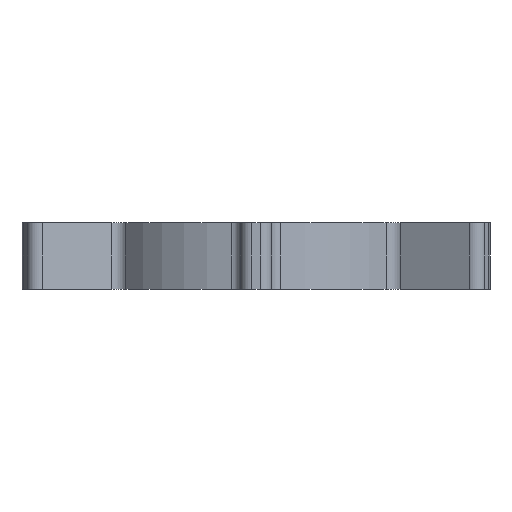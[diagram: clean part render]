
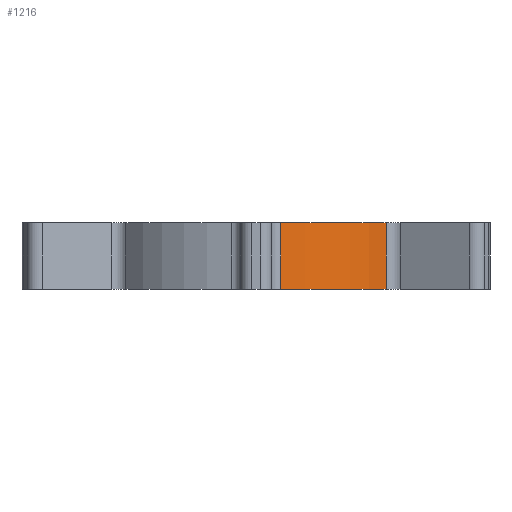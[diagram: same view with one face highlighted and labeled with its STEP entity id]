
A CAD part, front view. The second image highlights one B-rep face of the part: STEP entity #1216.
In plain terms, the highlighted cylindrical face has radius 381 mm (diameter 762 mm), a partial arc.
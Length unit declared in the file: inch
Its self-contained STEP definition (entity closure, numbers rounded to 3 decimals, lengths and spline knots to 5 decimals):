
#76 = DIRECTION ( 'NONE',  ( 0., 0., 1. ) ) ;
#118 = ORIENTED_EDGE ( 'NONE', *, *, #1767, .F. ) ;
#121 = ORIENTED_EDGE ( 'NONE', *, *, #1832, .T. ) ;
#246 = EDGE_CURVE ( 'NONE', #1964, #814, #310, .T. ) ;
#263 = CARTESIAN_POINT ( 'NONE',  ( 11.73319, -9.34517, 3. ) ) ;
#276 = LINE ( 'NONE', #1770, #613 ) ;
#278 = CARTESIAN_POINT ( 'NONE',  ( 11.73319, -9.34517, 3. ) ) ;
#310 = CIRCLE ( 'NONE', #1705, 15. ) ;
#363 = VERTEX_POINT ( 'NONE', #1587 ) ;
#411 = VECTOR ( 'NONE', #870, 39.37008 ) ;
#434 = DIRECTION ( 'NONE',  ( 0., 0., 1. ) ) ;
#450 = CIRCLE ( 'NONE', #666, 15. ) ;
#508 = ORIENTED_EDGE ( 'NONE', *, *, #1754, .T. ) ;
#550 = DIRECTION ( 'NONE',  ( 1., 0., 0. ) ) ;
#613 = VECTOR ( 'NONE', #863, 39.37008 ) ;
#666 = AXIS2_PLACEMENT_3D ( 'NONE', #1485, #434, #712 ) ;
#712 = DIRECTION ( 'NONE',  ( 1., 0., 0. ) ) ;
#730 = ORIENTED_EDGE ( 'NONE', *, *, #246, .T. ) ;
#741 = AXIS2_PLACEMENT_3D ( 'NONE', #1695, #945, #938 ) ;
#814 = VERTEX_POINT ( 'NONE', #1113 ) ;
#863 = DIRECTION ( 'NONE',  ( 0., 0., -1. ) ) ;
#870 = DIRECTION ( 'NONE',  ( 0., 0., 1. ) ) ;
#938 = DIRECTION ( 'NONE',  ( -1., 0., 0. ) ) ;
#945 = DIRECTION ( 'NONE',  ( 0., 0., -1. ) ) ;
#1063 = CARTESIAN_POINT ( 'NONE',  ( 2.22656, -14.83383, -3. ) ) ;
#1113 = CARTESIAN_POINT ( 'NONE',  ( 11.73319, -9.34517, -3. ) ) ;
#1216 = ADVANCED_FACE ( 'NONE', ( #1720 ), #1702, .T. ) ;
#1332 = VERTEX_POINT ( 'NONE', #278 ) ;
#1441 = CARTESIAN_POINT ( 'NONE',  ( 0., 0., -3. ) ) ;
#1485 = CARTESIAN_POINT ( 'NONE',  ( 0., 0., 3. ) ) ;
#1587 = CARTESIAN_POINT ( 'NONE',  ( 2.22656, -14.83383, 3. ) ) ;
#1695 = CARTESIAN_POINT ( 'NONE',  ( 0., 0., 3. ) ) ;
#1702 = CYLINDRICAL_SURFACE ( 'NONE', #741, 15. ) ;
#1705 = AXIS2_PLACEMENT_3D ( 'NONE', #1441, #76, #550 ) ;
#1720 = FACE_OUTER_BOUND ( 'NONE', #1908, .T. ) ;
#1754 = EDGE_CURVE ( 'NONE', #814, #1332, #1800, .T. ) ;
#1767 = EDGE_CURVE ( 'NONE', #363, #1332, #450, .T. ) ;
#1770 = CARTESIAN_POINT ( 'NONE',  ( 2.22656, -14.83383, 3. ) ) ;
#1800 = LINE ( 'NONE', #263, #411 ) ;
#1832 = EDGE_CURVE ( 'NONE', #363, #1964, #276, .T. ) ;
#1908 = EDGE_LOOP ( 'NONE', ( #730, #508, #118, #121 ) ) ;
#1964 = VERTEX_POINT ( 'NONE', #1063 ) ;
